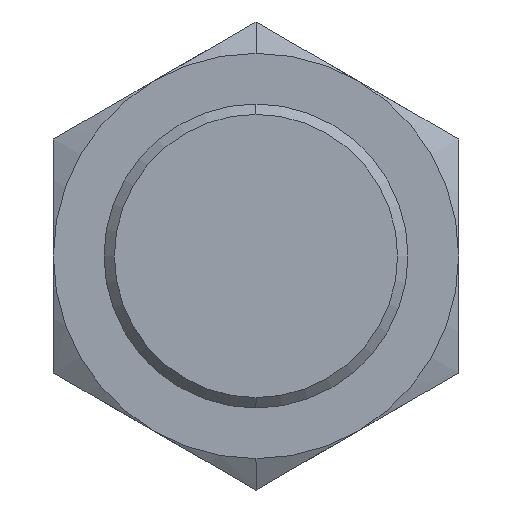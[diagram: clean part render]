
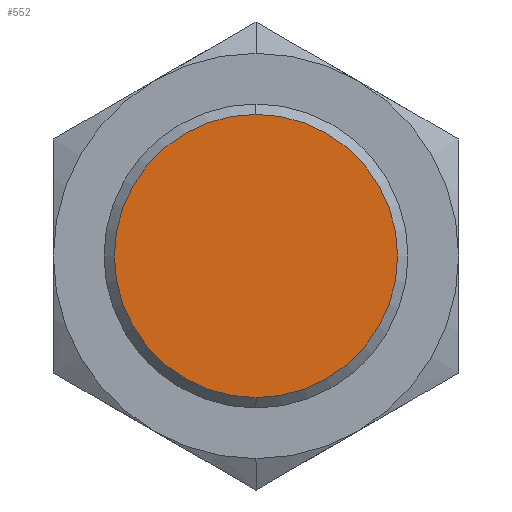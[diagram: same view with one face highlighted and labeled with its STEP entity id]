
A CAD part, left-side view. The second image highlights one B-rep face of the part: STEP entity #552.
In plain terms, the highlighted planar face has unit normal (-1, 0, 0).
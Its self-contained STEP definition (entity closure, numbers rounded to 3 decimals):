
#532=CARTESIAN_POINT('POINT33',(0.,0.,
   -8.387));
#533=VERTEX_POINT('VERTEX33',#532);
#534=CARTESIAN_POINT('POINT34',(0.,
   0.,8.387));
#535=VERTEX_POINT('VERTEX34',#534);
#536=CARTESIAN_POINT('POS52',(0.,0.,0.));
#537=DIRECTION('DIR85',(-1.,0.,0.));
#538=DIRECTION('DIR86',(0.,0.,-1.));
#539=AXIS2_PLACEMENT_3D('AXIS34',#536,#537,#538);
#540=CIRCLE('ELLIPSE18',#539,8.387);
#541=EDGE_CURVE('EDGE51',#533,#535,#540,.T.);
#542=ORIENTED_EDGE('COEDGE99',*,*,#541,.T.);
#543=EDGE_CURVE('EDGE52',#535,#533,#540,.T.);
#544=ORIENTED_EDGE('COEDGE100',*,*,#543,.T.);
#545=EDGE_LOOP('NONE',(#542,#544));
#546=FACE_BOUND('LOOP1',#545,.T.);
#547=CARTESIAN_POINT('POS53',(0.,0.,
   -4.193));
#548=DIRECTION('DIR87',(-1.,0.,0.));
#549=DIRECTION('DIR88',(0.,1.,0.));
#550=AXIS2_PLACEMENT_3D('AXIS35',#547,#548,#549);
#551=PLANE('PLANE8',#550);
#552=ADVANCED_FACE('FACE25',(#546),#551,.T.);
